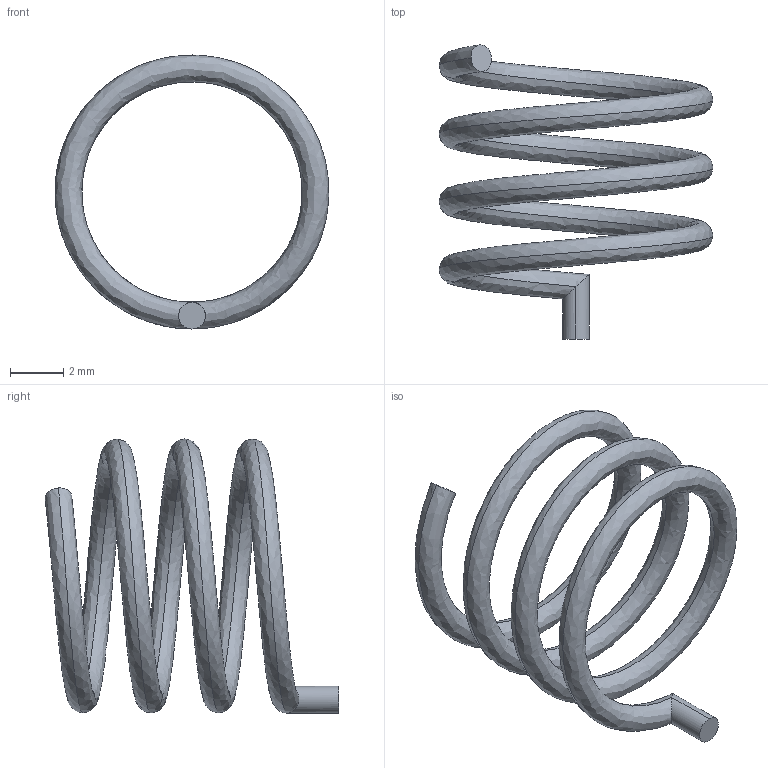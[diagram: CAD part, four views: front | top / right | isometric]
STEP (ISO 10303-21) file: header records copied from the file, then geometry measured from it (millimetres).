
FILE_DESCRIPTION(('STEP AP242'),'1');
FILE_NAME('ha_21_a.stp','2020-10-29T13:50:32',('TraceParts'),('TraceParts S.A.'),'Spatial InterOp 3D',' ',' ');
FILE_SCHEMA(('AP242_MANAGED_MODEL_BASED_3D_ENGINEERING_MIM_LF {1 0 10303 442 1 1 4}'));
Length unit declared in the file: millimetre
Products named in the file (1): ha_21_a
Bounding box: 10.25 x 10.99 x 10.25 mm (x, y, z)
Volume: 78.5 mm3; surface area: 315.7 mm2
Topology: 1 solids, 1 shells, 6 faces, 10 edges, 6 vertices
Faces by surface type: cylinder 2, bspline 2, plane 2
Entity records: 2798 total; most frequent: CARTESIAN_POINT 2630, ORIENTED_EDGE 20, DIRECTION 16, EDGE_CURVE 10, STYLED_ITEM 7, PRESENTATION_STYLE_ASSIGNMENT 7, AXIS2_PLACEMENT_3D 7, SURFACE_STYLE_USAGE 7
